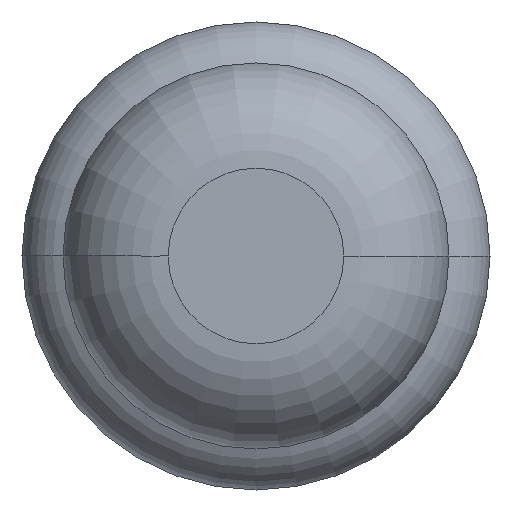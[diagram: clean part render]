
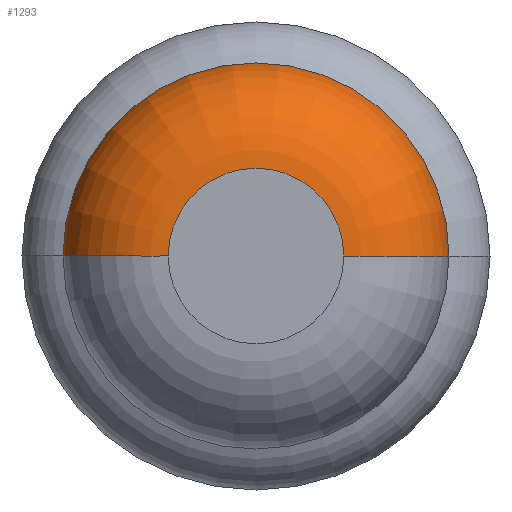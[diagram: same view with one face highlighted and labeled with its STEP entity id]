
A CAD part, front view. The second image highlights one B-rep face of the part: STEP entity #1293.
In plain terms, the highlighted toroidal (fillet/blend) face has major radius 0.375 mm and minor radius 0.45 mm.
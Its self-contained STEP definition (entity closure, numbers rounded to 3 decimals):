
#59 = CIRCLE ( 'NONE', #686, 0.45 ) ;
#223 = DIRECTION ( 'NONE',  ( 0., -1., 0. ) ) ;
#376 = CARTESIAN_POINT ( 'NONE',  ( 0.825, -31.55, 0. ) ) ;
#400 = CARTESIAN_POINT ( 'NONE',  ( 0., -31.55, 0. ) ) ;
#469 = CARTESIAN_POINT ( 'NONE',  ( -0.375, -32., 0. ) ) ;
#519 = CARTESIAN_POINT ( 'NONE',  ( -0.825, -31.55, 0. ) ) ;
#530 = EDGE_CURVE ( 'Defeature ausgef�hrt1_7+Defeature ausgef�hrt1_8+Defeature ausgef�hrt1_8+Defeature ausgef�hrt1_8', #3789, #899, #989, .T. ) ;
#686 = AXIS2_PLACEMENT_3D ( 'NONE', #3572, #1857, #3877 ) ;
#899 = VERTEX_POINT ( 'NONE', #469 ) ;
#924 = DIRECTION ( 'NONE',  ( 1., 0., 0. ) ) ;
#989 = CIRCLE ( 'NONE', #2722, 0.375 ) ;
#1036 = VERTEX_POINT ( 'NONE', #519 ) ;
#1123 = CARTESIAN_POINT ( 'NONE',  ( 0.375, -32., 0. ) ) ;
#1149 = FACE_OUTER_BOUND ( 'NONE', #1685, .T. ) ;
#1222 = CARTESIAN_POINT ( 'NONE',  ( 0., -32., 0. ) ) ;
#1293 = ADVANCED_FACE ( 'Defeature ausgef�hrt1_8', ( #1149 ), #2275, .T. ) ;
#1313 = EDGE_CURVE ( 'Defeature ausgef�hrt1_8+Defeature ausgef�hrt1_9+Defeature ausgef�hrt1_9+Defeature ausgef�hrt1_9', #2753, #1036, #1616, .T. ) ;
#1438 = DIRECTION ( 'NONE',  ( 1., 0., 0. ) ) ;
#1556 = ORIENTED_EDGE ( 'NONE', *, *, #530, .F. ) ;
#1584 = CARTESIAN_POINT ( 'NONE',  ( -0.375, -31.55, 0. ) ) ;
#1616 = CIRCLE ( 'NONE', #3406, 0.825 ) ;
#1685 = EDGE_LOOP ( 'NONE', ( #2054, #3540, #1556, #2006 ) ) ;
#1765 = DIRECTION ( 'NONE',  ( 0., -1., 0. ) ) ;
#1857 = DIRECTION ( 'NONE',  ( 0., 0., -1. ) ) ;
#1937 = CIRCLE ( 'NONE', #2287, 0.45 ) ;
#1949 = EDGE_CURVE ( 'NONE', #1036, #899, #1937, .T. ) ;
#2006 = ORIENTED_EDGE ( 'NONE', *, *, #2880, .F. ) ;
#2054 = ORIENTED_EDGE ( 'NONE', *, *, #1313, .T. ) ;
#2275 = TOROIDAL_SURFACE ( 'NONE', #3315, 0.375, 0.45 ) ;
#2287 = AXIS2_PLACEMENT_3D ( 'NONE', #1584, #2940, #924 ) ;
#2500 = DIRECTION ( 'NONE',  ( 1., 0., 0. ) ) ;
#2722 = AXIS2_PLACEMENT_3D ( 'NONE', #1222, #223, #4357 ) ;
#2753 = VERTEX_POINT ( 'NONE', #376 ) ;
#2880 = EDGE_CURVE ( 'NONE', #2753, #3789, #59, .T. ) ;
#2940 = DIRECTION ( 'NONE',  ( 0., 0., 1. ) ) ;
#3198 = DIRECTION ( 'NONE',  ( 0., -1., 0. ) ) ;
#3315 = AXIS2_PLACEMENT_3D ( 'NONE', #400, #1765, #1438 ) ;
#3406 = AXIS2_PLACEMENT_3D ( 'NONE', #3844, #3198, #2500 ) ;
#3540 = ORIENTED_EDGE ( 'NONE', *, *, #1949, .T. ) ;
#3572 = CARTESIAN_POINT ( 'NONE',  ( 0.375, -31.55, 0. ) ) ;
#3789 = VERTEX_POINT ( 'NONE', #1123 ) ;
#3844 = CARTESIAN_POINT ( 'NONE',  ( 0., -31.55, 0. ) ) ;
#3877 = DIRECTION ( 'NONE',  ( -1., 0., 0. ) ) ;
#4357 = DIRECTION ( 'NONE',  ( 1., 0., 0. ) ) ;
